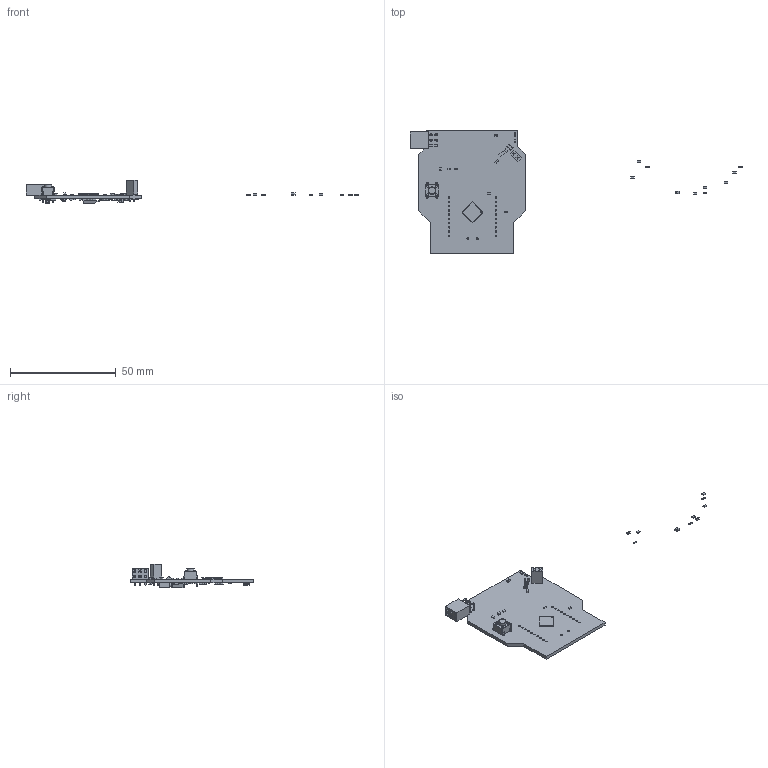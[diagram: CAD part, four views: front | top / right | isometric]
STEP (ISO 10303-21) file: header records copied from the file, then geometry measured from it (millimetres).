
FILE_DESCRIPTION(('KiCad electronic assembly'),'2;1');
FILE_NAME('ARC-Boat0.step','2020-10-31T18:50:41',('An Author'),( 'A Company'),'Open CASCADE STEP processor 6.9', 'KiCad to STEP converter','Unknown');
FILE_SCHEMA(('AUTOMOTIVE_DESIGN { 1 0 10303 214 1 1 1 1 }'));
Length unit declared in the file: millimetre
Products named in the file (26): Open CASCADE STEP translator 6.9 1; C_0603_1608Metric; SOLID; R_0603_1608Metric; Crystal_SMD_MicroCrystal_MS1V-T1K; TO-252-3_TabPin2; SOT-23-6; QFN-48-1EP_7x7mm_P0.5mm_EP5.15x5.15mm; SW_PUSH_6mm_H5mm; PinSocket_2x03_P2.54mm_Horizontal; PinSocket_1x02_P2.54mm_Vertical; LED_0603_1608Metric; SOT-143; CP_EIA-2012-12_Kemet-R; COMPOUND
Assembly tree (76 placements, depth 3):
  Open CASCADE STEP translator 6.9 1
    C_0603_1608Metric  x24
      SOLID
    R_0603_1608Metric  x28
      SOLID
    Crystal_SMD_MicroCrystal_MS1V-T1K
      SOLID
    TO-252-3_TabPin2
      SOLID
    SOT-23-6
      SOLID
    QFN-48-1EP_7x7mm_P0.5mm_EP5.15x5.15mm
      SOLID
    SW_PUSH_6mm_H5mm
      SOLID
    PinSocket_2x03_P2.54mm_Horizontal
      SOLID
    PinSocket_1x02_P2.54mm_Vertical
      SOLID
    LED_0603_1608Metric  x2
      SOLID
    SOT-143
      SOLID
    CP_EIA-2012-12_Kemet-R
      SOLID
    COMPOUND
Bounding box: 156.62 x 58.41 x 11.02 mm (x, y, z)
Volume: 5001.9 mm3; surface area: 7365.7 mm2
Topology: 64 solids, 64 shells, 2624 faces, 6932 edges, 4527 vertices
Faces by surface type: plane 1815, cylinder 732, bspline 68, cone 8, torus 1
Full cylindrical faces by diameter (mm): 0.22 x4, 0.5 x1, 0.7 x20, 0.9 x2, 1 x13, 1.1 x4, 1.697 x1, 1.89 x1, 2 x1, 3.5 x1
Entity records: 93084 total; most frequent: CARTESIAN_POINT 18070, DIRECTION 12260, LINE 8668, VECTOR 8668, ORIENTED_EDGE 6614, PCURVE 6614, DEFINITIONAL_REPRESENTATION 6614, EDGE_CURVE 3307
